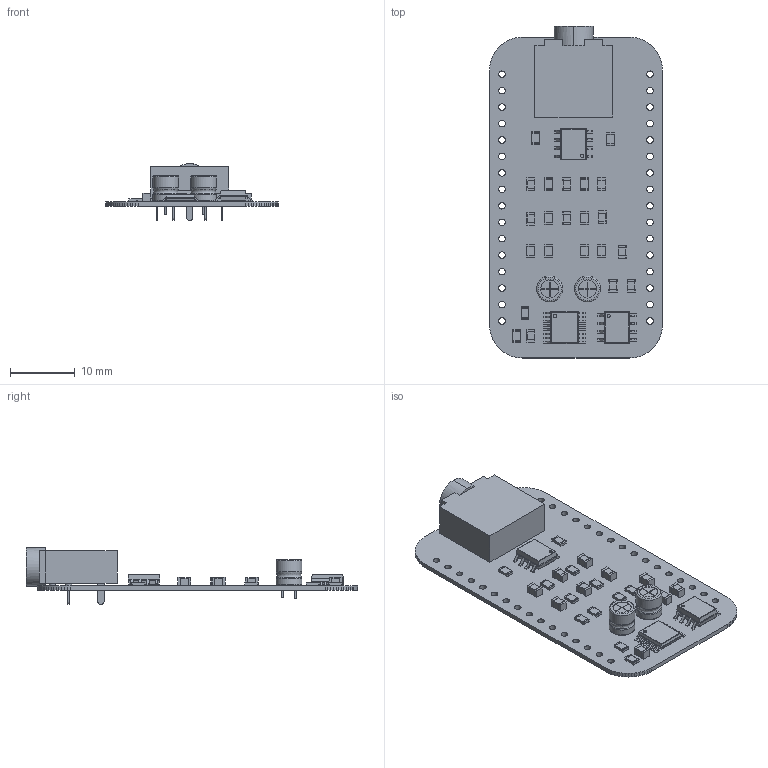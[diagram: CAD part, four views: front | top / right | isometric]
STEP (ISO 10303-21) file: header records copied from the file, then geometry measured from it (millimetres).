
FILE_DESCRIPTION(('KiCad electronic assembly'),'2;1');
FILE_NAME('Audio DAC.step','2024-02-16T13:46:15',('Pcbnew'),('Kicad'), 'Open CASCADE STEP processor 7.6','KiCad to STEP converter','Unknown' );
FILE_SCHEMA(('AUTOMOTIVE_DESIGN { 1 0 10303 214 1 1 1 1 }'));
Length unit declared in the file: millimetre
Products named in the file (14): Audio DAC 1; R_0805_2012Metric; SOLID; C_0805_2012Metric; NJM78L05EA-TE1; COMPOUND; CP_Radial_D4.0mm_P2.00mm; SJ1-3525NG-GR; MC74VHC139DR2G; Audio DAC PCB
Assembly tree (35 placements, depth 3):
  Audio DAC 1
    R_0805_2012Metric  x12
      SOLID
    C_0805_2012Metric  x10
      SOLID
    NJM78L05EA-TE1  x2
      COMPOUND
    CP_Radial_D4.0mm_P2.00mm  x2
      SOLID
    SJ1-3525NG-GR
      COMPOUND
    MC74VHC139DR2G
      COMPOUND
    Audio DAC PCB
Bounding box: 26.67 x 51.25 x 8.8 mm (x, y, z)
Volume: 1826.9 mm3; surface area: 4062.8 mm2
Topology: 63 solids, 65 shells, 1399 faces, 3559 edges, 2328 vertices
Faces by surface type: plane 935, cylinder 432, bspline 16, revolution 12, torus 4
Full cylindrical faces by diameter (mm): 0.3 x4, 0.487 x2, 0.55 x1, 0.6 x4, 1 x32, 1.4 x5
Entity records: 46702 total; most frequent: CARTESIAN_POINT 10007, DIRECTION 6652, LINE 4326, VECTOR 4326, ORIENTED_EDGE 3454, PCURVE 3454, DEFINITIONAL_REPRESENTATION 3454, EDGE_CURVE 1727
